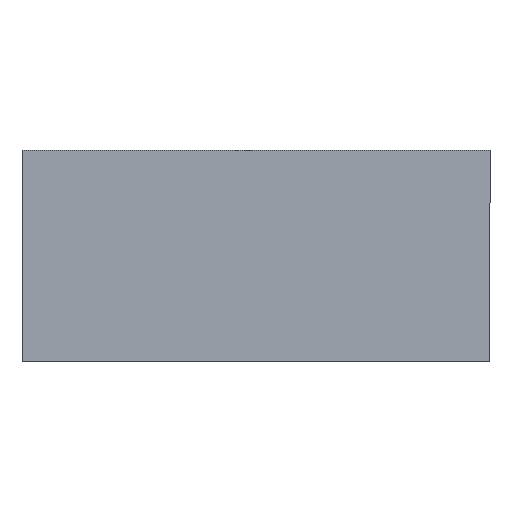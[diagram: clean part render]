
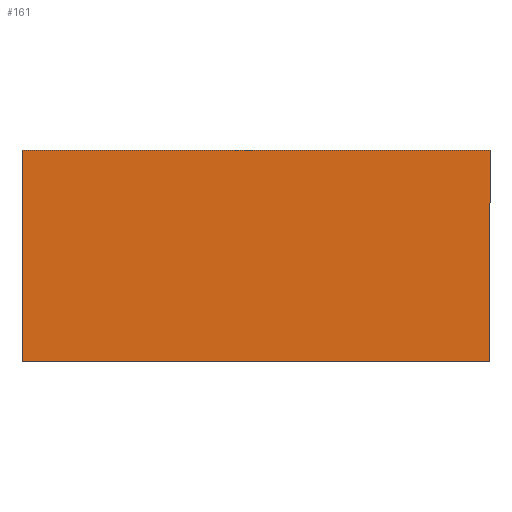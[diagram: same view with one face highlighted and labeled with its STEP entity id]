
A CAD part, front view. The second image highlights one B-rep face of the part: STEP entity #161.
In plain terms, the highlighted planar face has unit normal (0, -1, 0).
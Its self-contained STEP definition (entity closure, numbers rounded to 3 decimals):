
#33 = LINE ( 'NONE', #1445, #2834 ) ;
#60 = ORIENTED_EDGE ( 'NONE', *, *, #4229, .F. ) ;
#161 = ADVANCED_FACE ( 'NONE', ( #851 ), #4128, .F. ) ;
#268 = CARTESIAN_POINT ( 'NONE',  ( 0., 0., -5.1 ) ) ;
#310 = CARTESIAN_POINT ( 'NONE',  ( 0., 0., 0. ) ) ;
#407 = VECTOR ( 'NONE', #2235, 1000. ) ;
#432 = EDGE_CURVE ( 'NONE', #768, #2629, #33, .T. ) ;
#448 = VECTOR ( 'NONE', #3969, 1000. ) ;
#502 = VECTOR ( 'NONE', #2089, 1000. ) ;
#675 = CARTESIAN_POINT ( 'NONE',  ( 11.3, 0., 0. ) ) ;
#768 = VERTEX_POINT ( 'NONE', #4026 ) ;
#770 = DIRECTION ( 'NONE',  ( -1., 0., 0. ) ) ;
#802 = CARTESIAN_POINT ( 'NONE',  ( 0., 0., 0. ) ) ;
#851 = FACE_OUTER_BOUND ( 'NONE', #3121, .T. ) ;
#950 = AXIS2_PLACEMENT_3D ( 'NONE', #1226, #2091, #2610 ) ;
#983 = LINE ( 'NONE', #310, #407 ) ;
#1008 = ORIENTED_EDGE ( 'NONE', *, *, #3017, .F. ) ;
#1226 = CARTESIAN_POINT ( 'NONE',  ( 0., 0., 0. ) ) ;
#1247 = ORIENTED_EDGE ( 'NONE', *, *, #432, .F. ) ;
#1346 = VERTEX_POINT ( 'NONE', #675 ) ;
#1445 = CARTESIAN_POINT ( 'NONE',  ( 11.3, 0., -5.1 ) ) ;
#1794 = CARTESIAN_POINT ( 'NONE',  ( 0., 0., -5.1 ) ) ;
#1819 = VERTEX_POINT ( 'NONE', #802 ) ;
#1841 = ORIENTED_EDGE ( 'NONE', *, *, #2612, .F. ) ;
#2089 = DIRECTION ( 'NONE',  ( 0., 0., -1. ) ) ;
#2091 = DIRECTION ( 'NONE',  ( 0., 1., 0. ) ) ;
#2235 = DIRECTION ( 'NONE',  ( 1., 0., 0. ) ) ;
#2446 = CARTESIAN_POINT ( 'NONE',  ( 11.3, 0., 0. ) ) ;
#2610 = DIRECTION ( 'NONE',  ( 0., 0., 1. ) ) ;
#2612 = EDGE_CURVE ( 'NONE', #1819, #1346, #983, .T. ) ;
#2629 = VERTEX_POINT ( 'NONE', #1794 ) ;
#2834 = VECTOR ( 'NONE', #770, 1000. ) ;
#3017 = EDGE_CURVE ( 'NONE', #1346, #768, #3320, .T. ) ;
#3121 = EDGE_LOOP ( 'NONE', ( #1247, #1008, #1841, #60 ) ) ;
#3320 = LINE ( 'NONE', #2446, #502 ) ;
#3969 = DIRECTION ( 'NONE',  ( 0., 0., 1. ) ) ;
#4015 = LINE ( 'NONE', #268, #448 ) ;
#4026 = CARTESIAN_POINT ( 'NONE',  ( 11.3, 0., -5.1 ) ) ;
#4128 = PLANE ( 'NONE',  #950 ) ;
#4229 = EDGE_CURVE ( 'NONE', #2629, #1819, #4015, .T. ) ;
